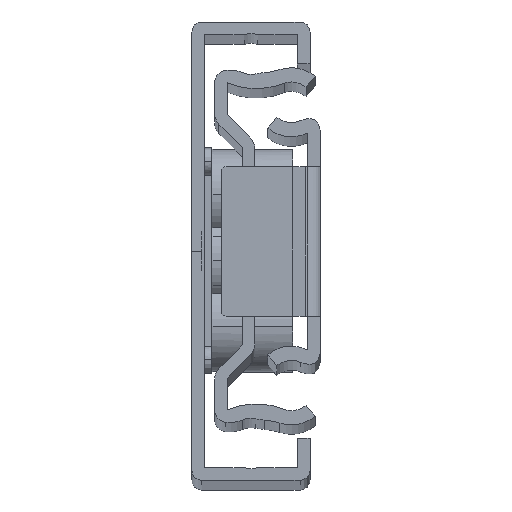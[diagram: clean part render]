
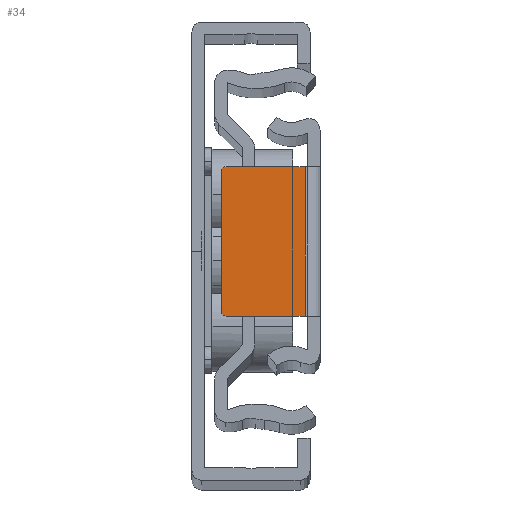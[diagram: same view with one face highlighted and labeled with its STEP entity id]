
A CAD part, top view. The second image highlights one B-rep face of the part: STEP entity #34.
In plain terms, the highlighted planar face has unit normal (0, 0, 1).
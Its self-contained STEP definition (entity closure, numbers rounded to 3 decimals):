
#34 = ADVANCED_FACE ( 'NONE', ( #5653 ), #5120, .T. ) ;
#772 = LINE ( 'NONE', #1047, #778 ) ;
#778 = VECTOR ( 'NONE', #1061, 1000. ) ;
#802 = CIRCLE ( 'NONE', #12794, 0.5 ) ;
#803 = CIRCLE ( 'NONE', #12799, 0.5 ) ;
#806 = VECTOR ( 'NONE', #1113, 1000. ) ;
#807 = VECTOR ( 'NONE', #1122, 1000. ) ;
#810 = LINE ( 'NONE', #1106, #806 ) ;
#816 = LINE ( 'NONE', #1109, #807 ) ;
#818 = LINE ( 'NONE', #1123, #819 ) ;
#819 = VECTOR ( 'NONE', #1124, 1000. ) ;
#1047 = CARTESIAN_POINT ( 'NONE',  ( 2.9, -7.4, 547. ) ) ;
#1061 = DIRECTION ( 'NONE',  ( 0., -1., 0. ) ) ;
#1085 = CARTESIAN_POINT ( 'NONE',  ( 3.4, 6.9, 547. ) ) ;
#1088 = CARTESIAN_POINT ( 'NONE',  ( 3.4, -6.9, 547. ) ) ;
#1090 = DIRECTION ( 'NONE',  ( 0., 0., 1. ) ) ;
#1091 = DIRECTION ( 'NONE',  ( 1., 0., 0. ) ) ;
#1092 = DIRECTION ( 'NONE',  ( 0., 0., -1. ) ) ;
#1093 = DIRECTION ( 'NONE',  ( 0., 1., 0. ) ) ;
#1106 = CARTESIAN_POINT ( 'NONE',  ( 2.9, 7.4, 547. ) ) ;
#1109 = CARTESIAN_POINT ( 'NONE',  ( 11.2, -10.909, 547. ) ) ;
#1113 = DIRECTION ( 'NONE',  ( -1., 0., 0. ) ) ;
#1122 = DIRECTION ( 'NONE',  ( 0., -1., 0. ) ) ;
#1123 = CARTESIAN_POINT ( 'NONE',  ( 2.9, -7.4, 547. ) ) ;
#1124 = DIRECTION ( 'NONE',  ( -1., 0., 0. ) ) ;
#1357 = CARTESIAN_POINT ( 'NONE',  ( 3.4, 7.4, 547. ) ) ;
#1398 = CARTESIAN_POINT ( 'NONE',  ( 11.2, 7.4, 547. ) ) ;
#1434 = CARTESIAN_POINT ( 'NONE',  ( 2.9, -6.9, 547. ) ) ;
#1460 = CARTESIAN_POINT ( 'NONE',  ( 11.2, -7.4, 547. ) ) ;
#1472 = CARTESIAN_POINT ( 'NONE',  ( 2.9, 6.9, 547. ) ) ;
#1495 = CARTESIAN_POINT ( 'NONE',  ( 3.4, -7.4, 547. ) ) ;
#1909 = ORIENTED_EDGE ( 'NONE', *, *, #13289, .T. ) ;
#1910 = ORIENTED_EDGE ( 'NONE', *, *, #13282, .F. ) ;
#1911 = ORIENTED_EDGE ( 'NONE', *, *, #13268, .T. ) ;
#1912 = ORIENTED_EDGE ( 'NONE', *, *, #13281, .T. ) ;
#1913 = ORIENTED_EDGE ( 'NONE', *, *, #13293, .F. ) ;
#1916 = ORIENTED_EDGE ( 'NONE', *, *, #13294, .F. ) ;
#4227 = AXIS2_PLACEMENT_3D ( 'NONE', #5062, #5132, #5133 ) ;
#5062 = CARTESIAN_POINT ( 'NONE',  ( 2.9, -7.4, 547. ) ) ;
#5120 = PLANE ( 'NONE',  #4227 ) ;
#5132 = DIRECTION ( 'NONE',  ( 0., 0., 1. ) ) ;
#5133 = DIRECTION ( 'NONE',  ( 1., 0., 0. ) ) ;
#5653 = FACE_OUTER_BOUND ( 'NONE', #12845, .T. ) ;
#12794 = AXIS2_PLACEMENT_3D ( 'NONE', #1088, #1090, #1091 ) ;
#12799 = AXIS2_PLACEMENT_3D ( 'NONE', #1085, #1092, #1093 ) ;
#12845 = EDGE_LOOP ( 'NONE', ( #1909, #1910, #1911, #1912, #1916, #1913 ) ) ;
#13268 = EDGE_CURVE ( 'NONE', #13637, #13599, #772, .T. ) ;
#13281 = EDGE_CURVE ( 'NONE', #13599, #13660, #802, .T. ) ;
#13282 = EDGE_CURVE ( 'NONE', #13637, #13522, #803, .T. ) ;
#13289 = EDGE_CURVE ( 'NONE', #13563, #13522, #810, .T. ) ;
#13293 = EDGE_CURVE ( 'NONE', #13563, #13625, #816, .T. ) ;
#13294 = EDGE_CURVE ( 'NONE', #13625, #13660, #818, .T. ) ;
#13522 = VERTEX_POINT ( 'NONE', #1357 ) ;
#13563 = VERTEX_POINT ( 'NONE', #1398 ) ;
#13599 = VERTEX_POINT ( 'NONE', #1434 ) ;
#13625 = VERTEX_POINT ( 'NONE', #1460 ) ;
#13637 = VERTEX_POINT ( 'NONE', #1472 ) ;
#13660 = VERTEX_POINT ( 'NONE', #1495 ) ;
